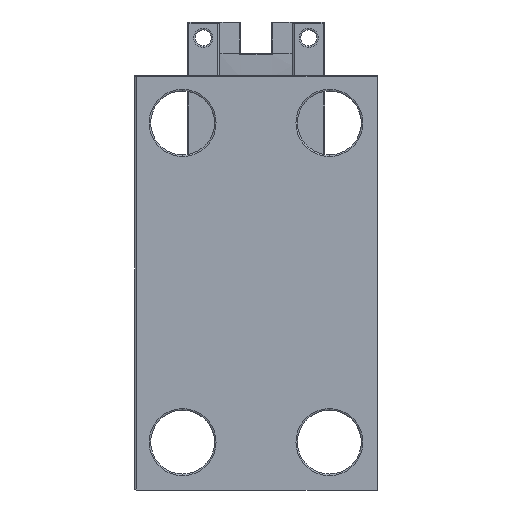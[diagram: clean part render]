
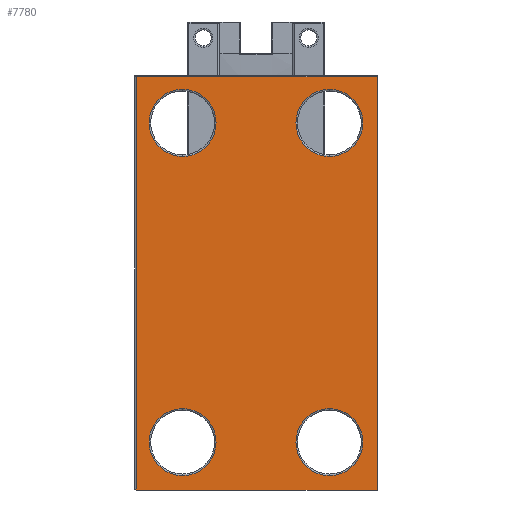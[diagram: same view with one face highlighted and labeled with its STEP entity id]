
A CAD part, front view. The second image highlights one B-rep face of the part: STEP entity #7780.
In plain terms, the highlighted planar face has unit normal (0, -1, 0).
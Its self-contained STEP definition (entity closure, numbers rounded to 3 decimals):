
#137 = AXIS2_PLACEMENT_3D ( 'NONE', #10830, #14637, #9491 ) ;
#183 = CIRCLE ( 'NONE', #6542, 10.5 ) ;
#275 = DIRECTION ( 'NONE',  ( 0., 0., -1. ) ) ;
#870 = CARTESIAN_POINT ( 'NONE',  ( -44.5, -75.607, -81.391 ) ) ;
#1378 = ORIENTED_EDGE ( 'NONE', *, *, #8175, .T. ) ;
#1563 = LINE ( 'NONE', #1642, #6205 ) ;
#1641 = CARTESIAN_POINT ( 'NONE',  ( 16.5, -75.607, -96.391 ) ) ;
#1642 = CARTESIAN_POINT ( 'NONE',  ( 16.5, -75.607, 33.609 ) ) ;
#1767 = CARTESIAN_POINT ( 'NONE',  ( -59., -75.607, -96.391 ) ) ;
#1842 = DIRECTION ( 'NONE',  ( 0., 0., -1. ) ) ;
#1867 = ORIENTED_EDGE ( 'NONE', *, *, #3095, .T. ) ;
#1899 = CARTESIAN_POINT ( 'NONE',  ( -44.5, -75.607, 29.109 ) ) ;
#1924 = CARTESIAN_POINT ( 'NONE',  ( -44.5, -75.607, 18.609 ) ) ;
#1975 = ORIENTED_EDGE ( 'NONE', *, *, #11036, .T. ) ;
#2030 = VERTEX_POINT ( 'NONE', #10466 ) ;
#2521 = AXIS2_PLACEMENT_3D ( 'NONE', #1924, #11902, #13139 ) ;
#2621 = EDGE_LOOP ( 'NONE', ( #1975, #10193 ) ) ;
#2735 = DIRECTION ( 'NONE',  ( 0., 0., 1. ) ) ;
#2771 = CARTESIAN_POINT ( 'NONE',  ( -59.5, -75.607, -96.391 ) ) ;
#2779 = VECTOR ( 'NONE', #12594, 1000. ) ;
#3095 = EDGE_CURVE ( 'NONE', #9924, #2030, #1563, .T. ) ;
#3131 = CIRCLE ( 'NONE', #8941, 10.5 ) ;
#3573 = EDGE_LOOP ( 'NONE', ( #3835, #14694, #4354, #1867 ) ) ;
#3667 = AXIS2_PLACEMENT_3D ( 'NONE', #12103, #8192, #4221 ) ;
#3724 = EDGE_CURVE ( 'NONE', #9092, #8876, #7286, .T. ) ;
#3835 = ORIENTED_EDGE ( 'NONE', *, *, #5065, .T. ) ;
#4072 = ORIENTED_EDGE ( 'NONE', *, *, #6551, .T. ) ;
#4221 = DIRECTION ( 'NONE',  ( 0., 0., -1. ) ) ;
#4354 = ORIENTED_EDGE ( 'NONE', *, *, #11922, .T. ) ;
#4502 = VECTOR ( 'NONE', #9144, 1000. ) ;
#4620 = DIRECTION ( 'NONE',  ( 0., 0., -1. ) ) ;
#4790 = FACE_BOUND ( 'NONE', #8266, .T. ) ;
#4963 = VECTOR ( 'NONE', #7914, 1000. ) ;
#4964 = DIRECTION ( 'NONE',  ( 0., -1., 0. ) ) ;
#5007 = VERTEX_POINT ( 'NONE', #10051 ) ;
#5065 = EDGE_CURVE ( 'NONE', #2030, #7360, #8682, .T. ) ;
#5092 = CARTESIAN_POINT ( 'NONE',  ( 1.5, -75.607, -70.891 ) ) ;
#5262 = CARTESIAN_POINT ( 'NONE',  ( -44.5, -75.607, 18.609 ) ) ;
#5514 = CARTESIAN_POINT ( 'NONE',  ( 1.5, -75.607, -91.891 ) ) ;
#5631 = VERTEX_POINT ( 'NONE', #5514 ) ;
#5804 = CIRCLE ( 'NONE', #15036, 10.5 ) ;
#6120 = PLANE ( 'NONE',  #12917 ) ;
#6202 = FACE_BOUND ( 'NONE', #2621, .T. ) ;
#6205 = VECTOR ( 'NONE', #2735, 1000. ) ;
#6316 = VERTEX_POINT ( 'NONE', #11247 ) ;
#6456 = VERTEX_POINT ( 'NONE', #5092 ) ;
#6542 = AXIS2_PLACEMENT_3D ( 'NONE', #870, #15948, #4620 ) ;
#6551 = EDGE_CURVE ( 'NONE', #8522, #16383, #13659, .T. ) ;
#6681 = EDGE_CURVE ( 'NONE', #16383, #8522, #7028, .T. ) ;
#6770 = AXIS2_PLACEMENT_3D ( 'NONE', #5262, #14043, #275 ) ;
#7028 = CIRCLE ( 'NONE', #2521, 10.5 ) ;
#7122 = FACE_BOUND ( 'NONE', #8605, .T. ) ;
#7184 = ORIENTED_EDGE ( 'NONE', *, *, #9426, .T. ) ;
#7286 = CIRCLE ( 'NONE', #137, 10.5 ) ;
#7360 = VERTEX_POINT ( 'NONE', #12375 ) ;
#7576 = DIRECTION ( 'NONE',  ( 0., 1., 0. ) ) ;
#7680 = CARTESIAN_POINT ( 'NONE',  ( 1.5, -75.607, 29.109 ) ) ;
#7780 = ADVANCED_FACE ( 'NONE', ( #7122, #4790, #6202, #16296, #13745 ), #6120, .T. ) ;
#7914 = DIRECTION ( 'NONE',  ( 0., 0., -1. ) ) ;
#7967 = EDGE_CURVE ( 'NONE', #7360, #6316, #14381, .T. ) ;
#8162 = CIRCLE ( 'NONE', #3667, 10.5 ) ;
#8175 = EDGE_CURVE ( 'NONE', #5007, #15870, #16279, .T. ) ;
#8192 = DIRECTION ( 'NONE',  ( 0., 1., 0. ) ) ;
#8266 = EDGE_LOOP ( 'NONE', ( #9672, #13411 ) ) ;
#8367 = CARTESIAN_POINT ( 'NONE',  ( 1.5, -75.607, -81.391 ) ) ;
#8522 = VERTEX_POINT ( 'NONE', #14611 ) ;
#8605 = EDGE_LOOP ( 'NONE', ( #7184, #1378 ) ) ;
#8682 = LINE ( 'NONE', #11190, #2779 ) ;
#8876 = VERTEX_POINT ( 'NONE', #10782 ) ;
#8941 = AXIS2_PLACEMENT_3D ( 'NONE', #8367, #9526, #13431 ) ;
#9030 = EDGE_LOOP ( 'NONE', ( #4072, #16258 ) ) ;
#9092 = VERTEX_POINT ( 'NONE', #7680 ) ;
#9144 = DIRECTION ( 'NONE',  ( 1., 0., 0. ) ) ;
#9146 = AXIS2_PLACEMENT_3D ( 'NONE', #12152, #9642, #1842 ) ;
#9426 = EDGE_CURVE ( 'NONE', #15870, #5007, #183, .T. ) ;
#9491 = DIRECTION ( 'NONE',  ( 0., 0., -1. ) ) ;
#9526 = DIRECTION ( 'NONE',  ( 0., 1., 0. ) ) ;
#9642 = DIRECTION ( 'NONE',  ( 0., 1., 0. ) ) ;
#9672 = ORIENTED_EDGE ( 'NONE', *, *, #10124, .T. ) ;
#9765 = CARTESIAN_POINT ( 'NONE',  ( 0., -75.607, 0. ) ) ;
#9924 = VERTEX_POINT ( 'NONE', #1641 ) ;
#10051 = CARTESIAN_POINT ( 'NONE',  ( -44.5, -75.607, -70.891 ) ) ;
#10124 = EDGE_CURVE ( 'NONE', #5631, #6456, #3131, .T. ) ;
#10193 = ORIENTED_EDGE ( 'NONE', *, *, #3724, .T. ) ;
#10394 = DIRECTION ( 'NONE',  ( 0., 0., -1. ) ) ;
#10398 = LINE ( 'NONE', #2771, #4502 ) ;
#10466 = CARTESIAN_POINT ( 'NONE',  ( 16.5, -75.607, 33.109 ) ) ;
#10504 = EDGE_CURVE ( 'NONE', #6456, #5631, #8162, .T. ) ;
#10782 = CARTESIAN_POINT ( 'NONE',  ( 1.5, -75.607, 8.109 ) ) ;
#10830 = CARTESIAN_POINT ( 'NONE',  ( 1.5, -75.607, 18.609 ) ) ;
#11025 = DIRECTION ( 'NONE',  ( 0., 0., -1. ) ) ;
#11036 = EDGE_CURVE ( 'NONE', #8876, #9092, #5804, .T. ) ;
#11190 = CARTESIAN_POINT ( 'NONE',  ( -59.5, -75.607, 33.109 ) ) ;
#11247 = CARTESIAN_POINT ( 'NONE',  ( -59., -75.607, -96.391 ) ) ;
#11654 = CARTESIAN_POINT ( 'NONE',  ( 1.5, -75.607, 18.609 ) ) ;
#11902 = DIRECTION ( 'NONE',  ( 0., 1., 0. ) ) ;
#11922 = EDGE_CURVE ( 'NONE', #6316, #9924, #10398, .T. ) ;
#12103 = CARTESIAN_POINT ( 'NONE',  ( 1.5, -75.607, -81.391 ) ) ;
#12152 = CARTESIAN_POINT ( 'NONE',  ( -44.5, -75.607, -81.391 ) ) ;
#12375 = CARTESIAN_POINT ( 'NONE',  ( -59., -75.607, 33.109 ) ) ;
#12594 = DIRECTION ( 'NONE',  ( -1., 0., 0. ) ) ;
#12917 = AXIS2_PLACEMENT_3D ( 'NONE', #9765, #4964, #11025 ) ;
#13139 = DIRECTION ( 'NONE',  ( 0., 0., -1. ) ) ;
#13411 = ORIENTED_EDGE ( 'NONE', *, *, #10504, .T. ) ;
#13431 = DIRECTION ( 'NONE',  ( 0., 0., -1. ) ) ;
#13659 = CIRCLE ( 'NONE', #6770, 10.5 ) ;
#13745 = FACE_OUTER_BOUND ( 'NONE', #3573, .T. ) ;
#14043 = DIRECTION ( 'NONE',  ( 0., 1., 0. ) ) ;
#14381 = LINE ( 'NONE', #1767, #4963 ) ;
#14611 = CARTESIAN_POINT ( 'NONE',  ( -44.5, -75.607, 8.109 ) ) ;
#14637 = DIRECTION ( 'NONE',  ( 0., 1., 0. ) ) ;
#14694 = ORIENTED_EDGE ( 'NONE', *, *, #7967, .T. ) ;
#15036 = AXIS2_PLACEMENT_3D ( 'NONE', #11654, #7576, #10394 ) ;
#15367 = CARTESIAN_POINT ( 'NONE',  ( -44.5, -75.607, -91.891 ) ) ;
#15870 = VERTEX_POINT ( 'NONE', #15367 ) ;
#15948 = DIRECTION ( 'NONE',  ( 0., 1., 0. ) ) ;
#16258 = ORIENTED_EDGE ( 'NONE', *, *, #6681, .T. ) ;
#16279 = CIRCLE ( 'NONE', #9146, 10.5 ) ;
#16296 = FACE_BOUND ( 'NONE', #9030, .T. ) ;
#16383 = VERTEX_POINT ( 'NONE', #1899 ) ;
